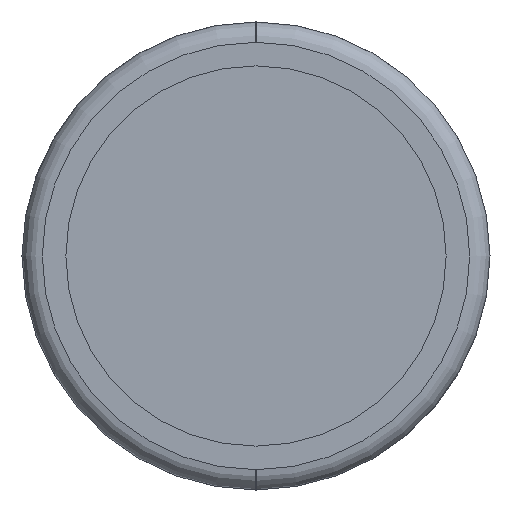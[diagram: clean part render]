
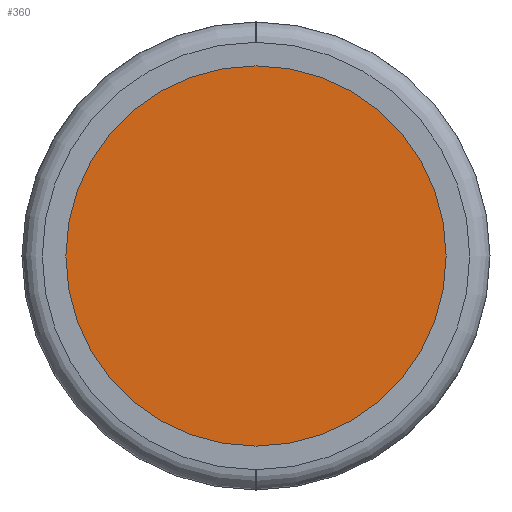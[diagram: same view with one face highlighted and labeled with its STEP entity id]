
A CAD part, front view. The second image highlights one B-rep face of the part: STEP entity #360.
In plain terms, the highlighted planar face has unit normal (0, -1, 0).
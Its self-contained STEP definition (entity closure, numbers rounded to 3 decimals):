
#4 = DIRECTION ( 'NONE',  ( 0., -1., 0. ) ) ;
#76 = VERTEX_POINT ( 'NONE', #1039 ) ;
#78 = CARTESIAN_POINT ( 'NONE',  ( 0., 0.3, 0. ) ) ;
#133 = EDGE_CURVE ( 'NONE', #76, #282, #788, .T. ) ;
#154 = CIRCLE ( 'NONE', #550, 9.355 ) ;
#176 = DIRECTION ( 'NONE',  ( 0., 0., -1. ) ) ;
#194 = EDGE_LOOP ( 'NONE', ( #643, #221 ) ) ;
#220 = EDGE_CURVE ( 'NONE', #282, #76, #154, .T. ) ;
#221 = ORIENTED_EDGE ( 'NONE', *, *, #133, .T. ) ;
#282 = VERTEX_POINT ( 'NONE', #596 ) ;
#360 = ADVANCED_FACE ( 'NONE', ( #440 ), #718, .T. ) ;
#440 = FACE_OUTER_BOUND ( 'NONE', #194, .T. ) ;
#524 = DIRECTION ( 'NONE',  ( 0., 0., -1. ) ) ;
#550 = AXIS2_PLACEMENT_3D ( 'NONE', #78, #794, #176 ) ;
#556 = CARTESIAN_POINT ( 'NONE',  ( 0., 0.3, 0. ) ) ;
#596 = CARTESIAN_POINT ( 'NONE',  ( 0., 0.3, -9.355 ) ) ;
#613 = CARTESIAN_POINT ( 'NONE',  ( 0., 0.3, 0. ) ) ;
#643 = ORIENTED_EDGE ( 'NONE', *, *, #220, .T. ) ;
#672 = AXIS2_PLACEMENT_3D ( 'NONE', #613, #4, #720 ) ;
#718 = PLANE ( 'NONE',  #672 ) ;
#720 = DIRECTION ( 'NONE',  ( 0., 0., -1. ) ) ;
#788 = CIRCLE ( 'NONE', #1269, 9.355 ) ;
#794 = DIRECTION ( 'NONE',  ( 0., -1., 0. ) ) ;
#982 = DIRECTION ( 'NONE',  ( 0., -1., 0. ) ) ;
#1039 = CARTESIAN_POINT ( 'NONE',  ( 0., 0.3, 9.355 ) ) ;
#1269 = AXIS2_PLACEMENT_3D ( 'NONE', #556, #982, #524 ) ;
